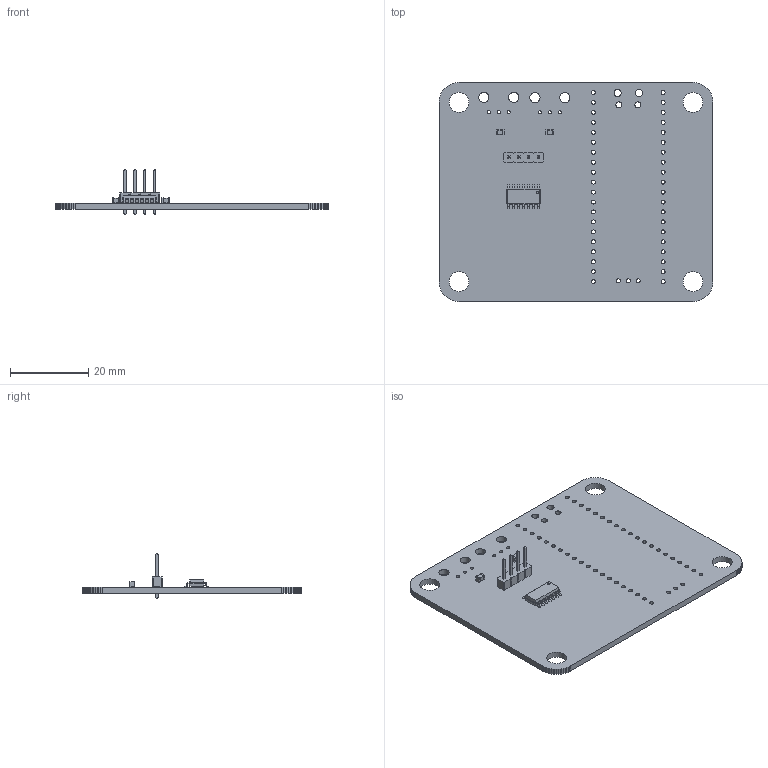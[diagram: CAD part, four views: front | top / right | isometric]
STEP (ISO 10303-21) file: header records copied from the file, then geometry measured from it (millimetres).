
FILE_DESCRIPTION(('KiCad electronic assembly'),'2;1');
FILE_NAME('SPDIF gate.step','2024-01-06T13:47:19',('Pcbnew'),('Kicad'), 'Open CASCADE STEP processor 7.7','KiCad to STEP converter','Unknown' );
FILE_SCHEMA(('AUTOMOTIVE_DESIGN { 1 0 10303 214 1 1 1 1 }'));
Length unit declared in the file: millimetre
Products named in the file (8): SPDIF gate 1; C_0805_2012Metric; SOLID; PinHeader_1x04_P2.54mm_Vertical; SOIC-14_3.9x8.7mm_P1.27mm; _autosave-SPDIF gate PCB
Assembly tree (8 placements, depth 3):
  SPDIF gate 1
    C_0805_2012Metric  x2
      SOLID
    PinHeader_1x04_P2.54mm_Vertical
      SOLID
    SOIC-14_3.9x8.7mm_P1.27mm
      SOLID
    _autosave-SPDIF gate PCB
Bounding box: 69.85 x 55.88 x 11.54 mm (x, y, z)
Volume: 6105 mm3; surface area: 8662.6 mm2
Topology: 5 solids, 5 shells, 545 faces, 1454 edges, 932 vertices
Faces by surface type: plane 361, cylinder 146, bspline 38
Full cylindrical faces by diameter (mm): 0.6 x1, 0.8 x6, 1 x4, 1.02 x43, 1.5 x2, 1.8 x2, 2.6 x4, 5.08 x4
Entity records: 37381 total; most frequent: CARTESIAN_POINT 6972, DIRECTION 5078, LINE 3496, VECTOR 3496, ORIENTED_EDGE 2764, PCURVE 2764, DEFINITIONAL_REPRESENTATION 2764, EDGE_CURVE 1382
